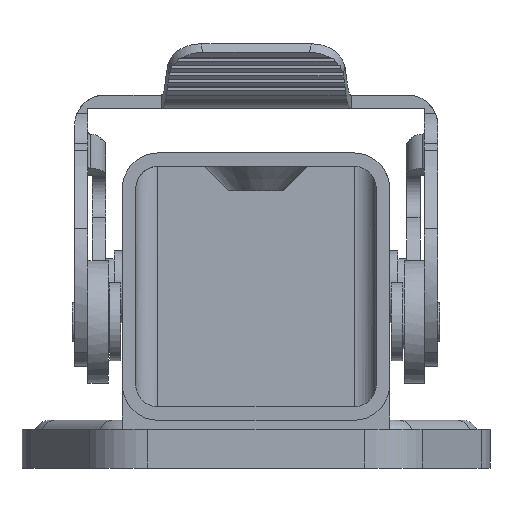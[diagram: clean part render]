
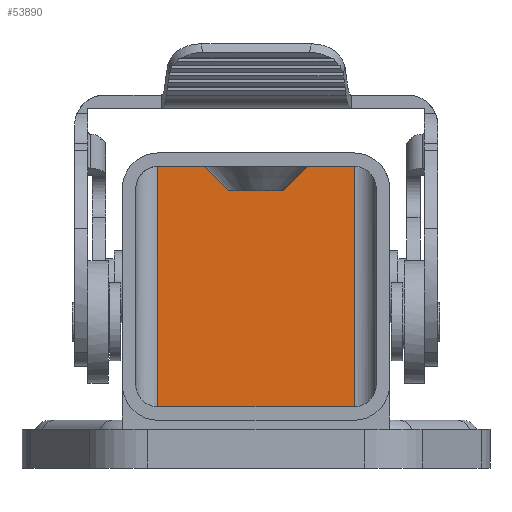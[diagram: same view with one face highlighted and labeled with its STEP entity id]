
A CAD part, front view. The second image highlights one B-rep face of the part: STEP entity #53890.
In plain terms, the highlighted face is planar.
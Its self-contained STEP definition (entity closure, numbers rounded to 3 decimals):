
#35680=CARTESIAN_POINT('',(41.923,52.455,-15.15));
#35690=VERTEX_POINT('',#35680);
#36880=CARTESIAN_POINT('',(59.523,52.455,-15.15));
#36890=VERTEX_POINT('',#36880);
#37450=CARTESIAN_POINT('',(0.,52.455,-15.15));
#37460=DIRECTION('',(1.,0.,0.));
#37470=VECTOR('',#37460,1.);
#37480=LINE('',#37450,#37470);
#37490=CARTESIAN_POINT('',(55.373,52.455,-15.15));
#37500=VERTEX_POINT('',#37490);
#37510=EDGE_CURVE('',#37500,#36890,#37480,.T.);
#37740=CARTESIAN_POINT('',(46.073,52.455,-15.15));
#37750=VERTEX_POINT('',#37740);
#37780=CARTESIAN_POINT('',(0.,52.455,-15.15));
#37790=DIRECTION('',(1.,0.,0.));
#37800=VECTOR('',#37790,1.);
#37810=LINE('',#37780,#37800);
#37820=EDGE_CURVE('',#35690,#37750,#37810,.T.);
#53360=CARTESIAN_POINT('',(61.373,27.155,-15.15));
#53370=DIRECTION('',(0.,0.,1.));
#53380=DIRECTION('',(1.,0.,0.));
#53390=AXIS2_PLACEMENT_3D('',#53360,#53370,#53380);
#53400=PLANE('',#53390);
#53410=CARTESIAN_POINT('',(0.,27.155,-15.15));
#53420=DIRECTION('',(-1.,0.,0.));
#53430=VECTOR('',#53420,1.);
#53440=LINE('',#53410,#53430);
#53450=CARTESIAN_POINT('',(59.523,27.155,-15.15));
#53460=VERTEX_POINT('',#53450);
#53470=CARTESIAN_POINT('',(41.923,27.155,-15.15));
#53480=VERTEX_POINT('',#53470);
#53490=EDGE_CURVE('',#53460,#53480,#53440,.T.);
#53500=ORIENTED_EDGE('',*,*,#53490,.F.);
#53510=CARTESIAN_POINT('',(41.923,0.,-15.15));
#53520=DIRECTION('',(0.,-1.,0.));
#53530=VECTOR('',#53520,1.);
#53540=LINE('',#53510,#53530);
#53550=EDGE_CURVE('',#35690,#53480,#53540,.T.);
#53560=ORIENTED_EDGE('',*,*,#53550,.T.);
#53570=ORIENTED_EDGE('',*,*,#37820,.F.);
#53580=CARTESIAN_POINT('',(0.,98.529,-15.15));
#53590=DIRECTION('',(-0.707,0.707,0.));
#53600=VECTOR('',#53590,1.);
#53610=LINE('',#53580,#53600);
#53620=CARTESIAN_POINT('',(48.273,50.255,-15.15));
#53630=VERTEX_POINT('',#53620);
#53640=EDGE_CURVE('',#53630,#37750,#53610,.T.);
#53650=ORIENTED_EDGE('',*,*,#53640,.T.);
#53660=CARTESIAN_POINT('',(0.,50.255,-15.15));
#53670=DIRECTION('',(1.,0.,0.));
#53680=VECTOR('',#53670,1.);
#53690=LINE('',#53660,#53680);
#53700=CARTESIAN_POINT('',(53.173,50.255,-15.15));
#53710=VERTEX_POINT('',#53700);
#53720=EDGE_CURVE('',#53630,#53710,#53690,.T.);
#53730=ORIENTED_EDGE('',*,*,#53720,.F.);
#53740=CARTESIAN_POINT('',(2.918,0.,-15.15));
#53750=DIRECTION('',(-0.707,-0.707,0.));
#53760=VECTOR('',#53750,1.);
#53770=LINE('',#53740,#53760);
#53780=EDGE_CURVE('',#37500,#53710,#53770,.T.);
#53790=ORIENTED_EDGE('',*,*,#53780,.T.);
#53800=ORIENTED_EDGE('',*,*,#37510,.F.);
#53810=CARTESIAN_POINT('',(59.523,0.,-15.15));
#53820=DIRECTION('',(0.,-1.,0.));
#53830=VECTOR('',#53820,1.);
#53840=LINE('',#53810,#53830);
#53850=EDGE_CURVE('',#36890,#53460,#53840,.T.);
#53860=ORIENTED_EDGE('',*,*,#53850,.F.);
#53870=EDGE_LOOP('',(#53860,#53800,#53790,#53730,#53650,#53570,#53560,
#53500));
#53880=FACE_OUTER_BOUND('',#53870,.T.);
#53890=ADVANCED_FACE('',(#53880),#53400,.T.);
